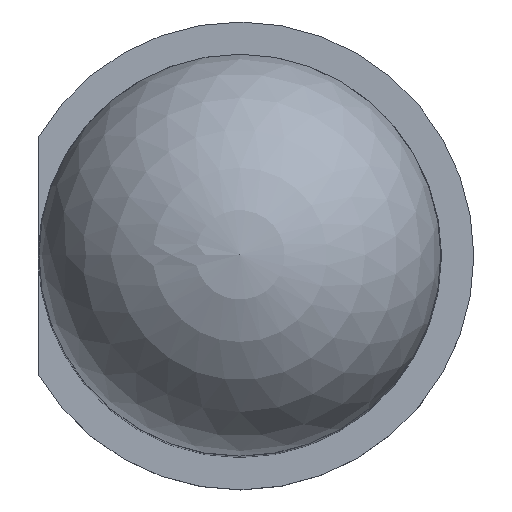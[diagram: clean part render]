
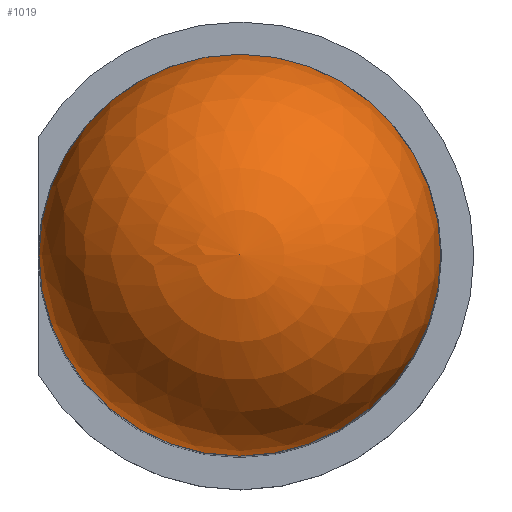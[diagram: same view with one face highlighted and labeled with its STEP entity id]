
A CAD part, top view. The second image highlights one B-rep face of the part: STEP entity #1019.
In plain terms, the highlighted spherical face has radius 2.491 mm.
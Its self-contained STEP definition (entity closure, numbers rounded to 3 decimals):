
#16=SPHERICAL_SURFACE('',#1100,2.491);
#46=CIRCLE('',#1101,2.491);
#47=CIRCLE('',#1102,2.491);
#48=CIRCLE('',#1103,2.491);
#305=FACE_OUTER_BOUND('',#363,.T.);
#363=EDGE_LOOP('',(#935,#936,#937,#938));
#499=VERTEX_POINT('',#2289);
#500=VERTEX_POINT('',#2290);
#501=VERTEX_POINT('',#2293);
#646=EDGE_CURVE('',#499,#500,#46,.T.);
#647=EDGE_CURVE('',#500,#499,#47,.T.);
#648=EDGE_CURVE('',#501,#500,#48,.T.);
#935=ORIENTED_EDGE('',*,*,#646,.F.);
#936=ORIENTED_EDGE('',*,*,#647,.F.);
#937=ORIENTED_EDGE('',*,*,#648,.F.);
#938=ORIENTED_EDGE('',*,*,#648,.T.);
#1019=ADVANCED_FACE('',(#305),#16,.T.);
#1100=AXIS2_PLACEMENT_3D('',#2288,#1305,#1306);
#1101=AXIS2_PLACEMENT_3D('',#2291,#1307,#1308);
#1102=AXIS2_PLACEMENT_3D('',#2292,#1309,#1310);
#1103=AXIS2_PLACEMENT_3D('',#2294,#1311,#1312);
#1305=DIRECTION('center_axis',(0.,0.,1.));
#1306=DIRECTION('ref_axis',(1.,0.,0.));
#1307=DIRECTION('center_axis',(0.,0.,-1.));
#1308=DIRECTION('ref_axis',(-1.,0.,0.));
#1309=DIRECTION('center_axis',(0.,0.,-1.));
#1310=DIRECTION('ref_axis',(-1.,0.,0.));
#1311=DIRECTION('center_axis',(0.,-1.,0.));
#1312=DIRECTION('ref_axis',(-1.,0.,0.));
#2288=CARTESIAN_POINT('Origin',(0.,0.,6.21));
#2289=CARTESIAN_POINT('',(2.491,0.,6.21));
#2290=CARTESIAN_POINT('',(-2.491,0.,6.21));
#2291=CARTESIAN_POINT('Origin',(0.,0.,6.21));
#2292=CARTESIAN_POINT('Origin',(0.,0.,6.21));
#2293=CARTESIAN_POINT('',(0.,0.,8.701));
#2294=CARTESIAN_POINT('Origin',(0.,0.,6.21));
